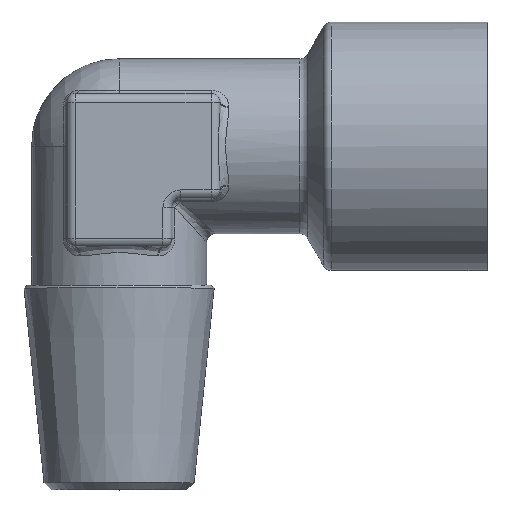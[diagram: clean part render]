
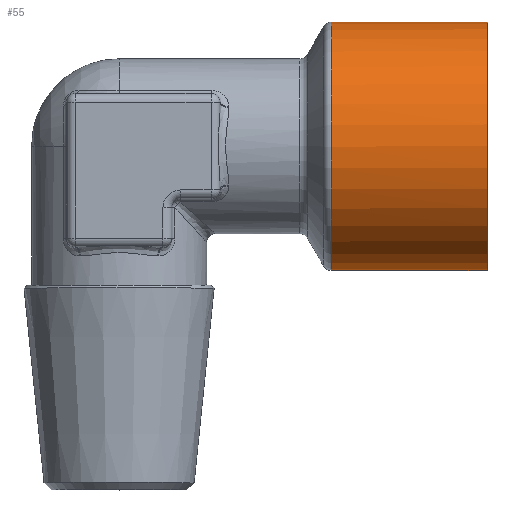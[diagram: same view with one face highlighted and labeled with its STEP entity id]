
A CAD part, top view. The second image highlights one B-rep face of the part: STEP entity #55.
In plain terms, the highlighted cylindrical face has radius 8.5 mm (diameter 17 mm), a partial arc.
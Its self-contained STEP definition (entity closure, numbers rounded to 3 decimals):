
#55=ADVANCED_FACE('',(#197),#198,.T.);
#197=FACE_OUTER_BOUND('',#465,.T.);
#198=CYLINDRICAL_SURFACE('',#466,8.5);
#465=EDGE_LOOP('',(#1668,#1669,#1670,#1671,#1672));
#466=AXIS2_PLACEMENT_3D('',#1673,#1674,#1675);
#1668=ORIENTED_EDGE('',*,*,#2554,.F.);
#1669=ORIENTED_EDGE('',*,*,#2555,.F.);
#1670=ORIENTED_EDGE('',*,*,#2556,.T.);
#1671=ORIENTED_EDGE('',*,*,#2551,.F.);
#1672=ORIENTED_EDGE('',*,*,#2557,.F.);
#1673=CARTESIAN_POINT('',(-1.561,0.0,0.0));
#1674=DIRECTION('',(-1.0,-0.0,0.0));
#1675=DIRECTION('',(0.0,-1.0,0.0));
#2551=EDGE_CURVE('',#2868,#2871,#2872,.T.);
#2554=EDGE_CURVE('',#2876,#2863,#2877,.T.);
#2555=EDGE_CURVE('',#2878,#2876,#2879,.T.);
#2556=EDGE_CURVE('',#2878,#2871,#2880,.T.);
#2557=EDGE_CURVE('',#2863,#2868,#2881,.T.);
#2863=VERTEX_POINT('',#3334);
#2868=VERTEX_POINT('',#3339);
#2871=VERTEX_POINT('',#3342);
#2872=CIRCLE('',#3343,8.5);
#2876=VERTEX_POINT('',#3347);
#2877=LINE('',#3348,#3349);
#2878=VERTEX_POINT('',#3350);
#2879=CIRCLE('',#3351,8.5);
#2880=LINE('',#3352,#3353);
#2881=CIRCLE('',#3354,8.5);
#3334=CARTESIAN_POINT('',(20.501,-8.5,0.0));
#3339=CARTESIAN_POINT('',(20.501,8.5,0.084));
#3342=CARTESIAN_POINT('',(20.501,8.5,0.0));
#3343=AXIS2_PLACEMENT_3D('',#4209,#4210,#4211);
#3347=CARTESIAN_POINT('',(31.155,-8.5,0.0));
#3348=CARTESIAN_POINT('',(31.155,-8.5,0.0));
#3349=VECTOR('',#4218,10.654);
#3350=CARTESIAN_POINT('',(31.155,8.5,0.0));
#3351=AXIS2_PLACEMENT_3D('',#4219,#4220,#4221);
#3352=CARTESIAN_POINT('',(31.155,8.5,0.0));
#3353=VECTOR('',#4222,10.654);
#3354=AXIS2_PLACEMENT_3D('',#4223,#4224,#4225);
#4209=CARTESIAN_POINT('',(20.501,0.0,0.0));
#4210=DIRECTION('',(-1.0,0.0,0.0));
#4211=DIRECTION('',(0.0,-1.0,0.0));
#4218=DIRECTION('',(-1.0,0.0,0.));
#4219=CARTESIAN_POINT('',(31.155,0.0,0.0));
#4220=DIRECTION('',(1.0,0.0,0.0));
#4221=DIRECTION('',(0.0,1.0,0.0));
#4222=DIRECTION('',(-1.0,0.0,0.));
#4223=CARTESIAN_POINT('',(20.501,0.0,0.0));
#4224=DIRECTION('',(-1.0,0.0,0.0));
#4225=DIRECTION('',(0.0,-1.0,0.0));
